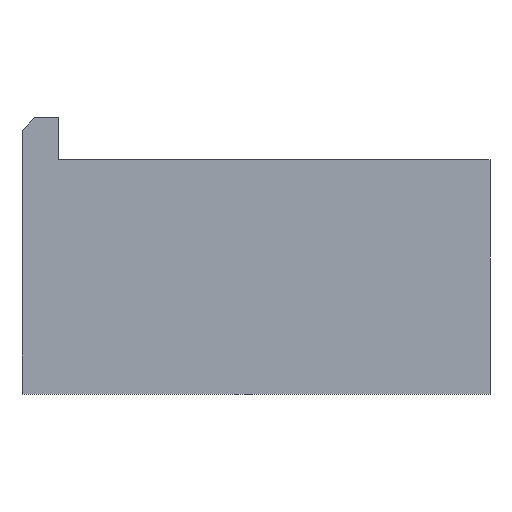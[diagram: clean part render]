
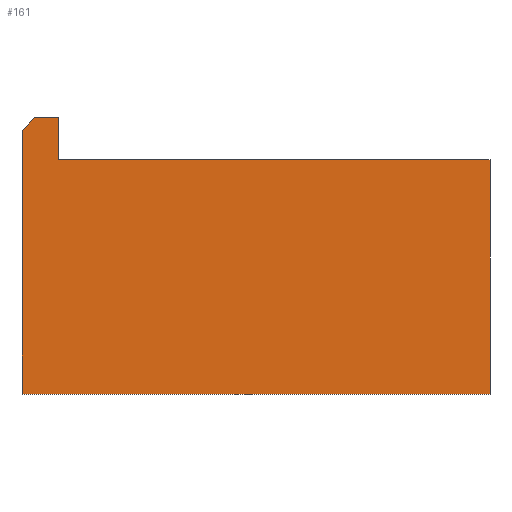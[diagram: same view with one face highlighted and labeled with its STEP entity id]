
A CAD part, left-side view. The second image highlights one B-rep face of the part: STEP entity #161.
In plain terms, the highlighted planar face has unit normal (-1, 0, 0).
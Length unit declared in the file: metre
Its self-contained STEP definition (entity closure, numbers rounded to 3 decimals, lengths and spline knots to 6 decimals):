
#27=ORIENTED_EDGE('',*,*,#67,.F.);
#28=ORIENTED_EDGE('',*,*,#68,.T.);
#29=ORIENTED_EDGE('',*,*,#69,.F.);
#30=ORIENTED_EDGE('',*,*,#54,.F.);
#31=ORIENTED_EDGE('',*,*,#70,.T.);
#32=ORIENTED_EDGE('',*,*,#65,.T.);
#33=ORIENTED_EDGE('',*,*,#71,.T.);
#54=EDGE_CURVE('',#75,#76,#89,.T.);
#65=EDGE_CURVE('',#85,#84,#100,.T.);
#67=EDGE_CURVE('',#86,#87,#102,.T.);
#68=EDGE_CURVE('',#86,#88,#103,.F.);
#69=EDGE_CURVE('',#76,#88,#104,.T.);
#70=EDGE_CURVE('',#75,#85,#105,.T.);
#71=EDGE_CURVE('',#84,#87,#106,.T.);
#75=VERTEX_POINT('',#233);
#76=VERTEX_POINT('',#234);
#84=VERTEX_POINT('',#254);
#85=VERTEX_POINT('',#256);
#86=VERTEX_POINT('',#260);
#87=VERTEX_POINT('',#261);
#88=VERTEX_POINT('',#263);
#89=LINE('',#232,#110);
#100=LINE('',#255,#121);
#102=LINE('',#259,#123);
#103=LINE('',#262,#124);
#104=LINE('',#264,#125);
#105=LINE('',#265,#126);
#106=LINE('',#266,#127);
#110=VECTOR('',#193,1.);
#121=VECTOR('',#208,1.);
#123=VECTOR('',#212,1.);
#124=VECTOR('',#213,1.);
#125=VECTOR('',#214,1.);
#126=VECTOR('',#215,1.);
#127=VECTOR('',#216,1.);
#134=EDGE_LOOP('',(#27,#28,#29,#30,#31,#32,#33));
#143=FACE_BOUND('',#134,.T.);
#152=PLANE('',#183);
#161=ADVANCED_FACE('',(#143),#152,.T.);
#183=AXIS2_PLACEMENT_3D('',#258,#210,#211);
#193=DIRECTION('',(0.,1.,0.));
#208=DIRECTION('',(0.,1.,0.));
#210=DIRECTION('',(-1.,0.,0.));
#211=DIRECTION('',(0.,0.,1.));
#212=DIRECTION('',(0.,-1.,0.));
#213=DIRECTION('',(0.,-0.707,0.707));
#214=DIRECTION('',(0.,0.,1.));
#215=DIRECTION('',(0.,0.,1.));
#216=DIRECTION('',(0.,0.,1.));
#232=CARTESIAN_POINT('',(-0.005403,-0.175,-0.04755));
#233=CARTESIAN_POINT('',(-0.005403,-0.175,-0.04755));
#234=CARTESIAN_POINT('',(-0.005403,0.015,-0.04755));
#254=CARTESIAN_POINT('',(-0.005403,0.,0.04755));
#255=CARTESIAN_POINT('',(-0.005403,-0.175,0.04755));
#256=CARTESIAN_POINT('',(-0.005403,-0.175,0.04755));
#258=CARTESIAN_POINT('',(-0.005403,-0.175,0.));
#259=CARTESIAN_POINT('',(-0.005403,0.015,0.064618));
#260=CARTESIAN_POINT('',(-0.005403,0.01,0.064618));
#261=CARTESIAN_POINT('',(-0.005403,0.,0.064618));
#262=CARTESIAN_POINT('',(-0.005403,-0.050191,0.124809));
#263=CARTESIAN_POINT('',(-0.005403,0.015,0.059618));
#264=CARTESIAN_POINT('',(-0.005403,0.015,0.056084));
#265=CARTESIAN_POINT('',(-0.005403,-0.175,0.));
#266=CARTESIAN_POINT('',(-0.005403,0.,0.056084));
